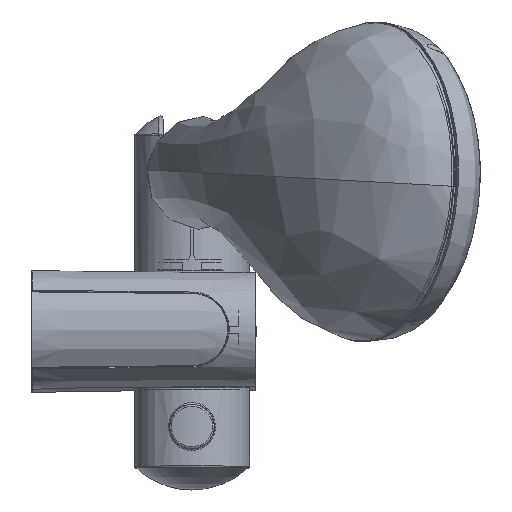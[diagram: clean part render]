
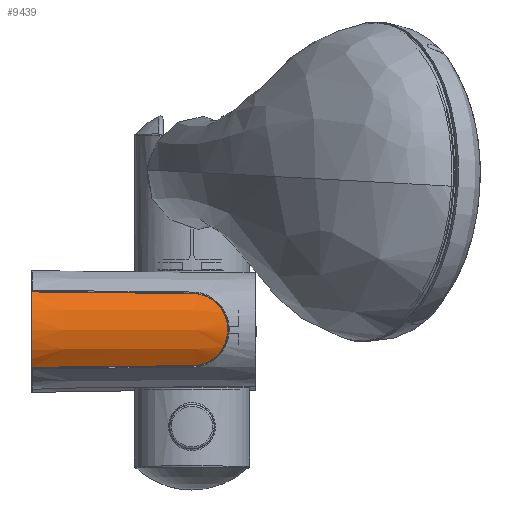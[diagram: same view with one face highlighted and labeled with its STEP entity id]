
A CAD part, top view. The second image highlights one B-rep face of the part: STEP entity #9439.
In plain terms, the highlighted conical face has half-angle 0.7 degrees and reference radius 18.607 mm.
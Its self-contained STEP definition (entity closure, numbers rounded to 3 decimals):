
#129=CONICAL_SURFACE('',#11860,18.607,0.012);
#555=B_SPLINE_CURVE_WITH_KNOTS('',3,(#17562,#17563,#17564,#17565),
 .UNSPECIFIED.,.F.,.F.,(4,4),(0.,0.051),.UNSPECIFIED.);
#558=B_SPLINE_CURVE_WITH_KNOTS('',3,(#17618,#17619,#17620,#17621,#17622,
#17623,#17624,#17625,#17626,#17627,#17628),.UNSPECIFIED.,.F.,.F.,(4,1,1,
1,1,1,1,1,4),(0.,0.004,0.008,0.013,
0.017,0.021,0.025,0.03,
0.034),.UNSPECIFIED.);
#563=B_SPLINE_CURVE_WITH_KNOTS('',3,(#17666,#17667,#17668,#17669),
 .UNSPECIFIED.,.F.,.F.,(4,4),(0.,0.051),
 .UNSPECIFIED.);
#3190=ORIENTED_EDGE('',*,*,#4909,.T.);
#3191=ORIENTED_EDGE('',*,*,#4905,.T.);
#3192=ORIENTED_EDGE('',*,*,#4941,.F.);
#3193=ORIENTED_EDGE('',*,*,#4915,.T.);
#4905=EDGE_CURVE('',#6473,#6476,#555,.T.);
#4909=EDGE_CURVE('',#6480,#6473,#558,.T.);
#4915=EDGE_CURVE('',#6484,#6480,#563,.T.);
#4941=EDGE_CURVE('',#6484,#6476,#7646,.T.);
#6473=VERTEX_POINT('',#17550);
#6476=VERTEX_POINT('',#17561);
#6480=VERTEX_POINT('',#17629);
#6484=VERTEX_POINT('',#17661);
#7646=CIRCLE('',#11849,18.607);
#7909=EDGE_LOOP('',(#3190,#3191,#3192,#3193));
#8674=FACE_BOUND('',#7909,.T.);
#9439=ADVANCED_FACE('',(#8674),#129,.T.);
#11849=AXIS2_PLACEMENT_3D('',#17762,#12794,#12795);
#11860=AXIS2_PLACEMENT_3D('',#17851,#12826,#12827);
#12794=DIRECTION('',(-1.,0.,0.));
#12795=DIRECTION('',(0.,0.,-1.));
#12826=DIRECTION('',(-1.,0.,0.));
#12827=DIRECTION('',(0.,0.,-1.));
#17550=CARTESIAN_POINT('',(51.052,11.227,634.258));
#17561=CARTESIAN_POINT('',(0.,11.763,634.626));
#17562=CARTESIAN_POINT('',(51.052,11.227,634.258));
#17563=CARTESIAN_POINT('',(34.035,11.406,634.381));
#17564=CARTESIAN_POINT('',(17.017,11.585,634.504));
#17565=CARTESIAN_POINT('',(0.,11.763,634.626));
#17618=CARTESIAN_POINT('',(51.014,-11.227,634.259));
#17619=CARTESIAN_POINT('',(52.445,-11.095,634.342));
#17620=CARTESIAN_POINT('',(55.148,-10.283,634.959));
#17621=CARTESIAN_POINT('',(58.387,-7.792,636.433));
#17622=CARTESIAN_POINT('',(60.588,-4.291,637.711));
#17623=CARTESIAN_POINT('',(61.423,-0.047,638.244));
#17624=CARTESIAN_POINT('',(60.62,4.224,637.729));
#17625=CARTESIAN_POINT('',(58.418,7.762,636.448));
#17626=CARTESIAN_POINT('',(55.199,10.26,634.974));
#17627=CARTESIAN_POINT('',(52.483,11.09,634.345));
#17628=CARTESIAN_POINT('',(51.052,11.227,634.258));
#17629=CARTESIAN_POINT('',(51.014,-11.227,634.259));
#17661=CARTESIAN_POINT('',(0.,-11.763,634.627));
#17666=CARTESIAN_POINT('',(0.,-11.763,634.627));
#17667=CARTESIAN_POINT('',(17.005,-11.584,634.505));
#17668=CARTESIAN_POINT('',(34.009,-11.405,634.382));
#17669=CARTESIAN_POINT('',(51.014,-11.227,634.259));
#17762=CARTESIAN_POINT('',(0.,0.,
620.21));
#17851=CARTESIAN_POINT('',(0.,0.,
620.21));
